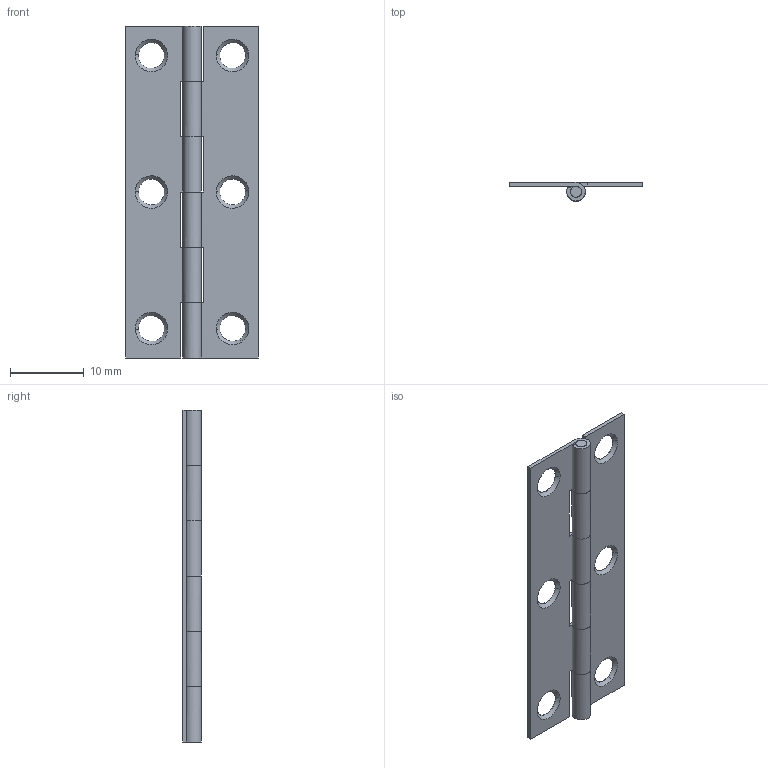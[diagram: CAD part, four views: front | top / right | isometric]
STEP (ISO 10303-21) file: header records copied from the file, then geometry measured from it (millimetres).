
FILE_DESCRIPTION((''),'2;1');
FILE_NAME('','2005-04-20T10:39:55',(''),(''),'','CADfix','');
FILE_SCHEMA(('AUTOMOTIVE_DESIGN'));
Length unit declared in the file: millimetre
Products named in the file (4): shaft; hinge piece_B; hinge piece_A; TH_TM_17_21781_36
Assembly tree (3 placements, depth 2):
  TH_TM_17_21781_36
    shaft
    hinge piece_B
    hinge piece_A
Bounding box: 18 x 2.5 x 45 mm (x, y, z)
Volume: 534.2 mm3; surface area: 2226.1 mm2
Topology: 3 solids, 3 shells, 72 faces, 235 edges, 169 vertices
Faces by surface type: bspline 72
Entity records: 2975 total; most frequent: CARTESIAN_POINT 1598, ORIENTED_EDGE 470, EDGE_CURVE 235, VERTEX_POINT 169, QUASI_UNIFORM_CURVE 122, EDGE_LOOP 84, FACE_OUTER_BOUND 72, ADVANCED_FACE 72
